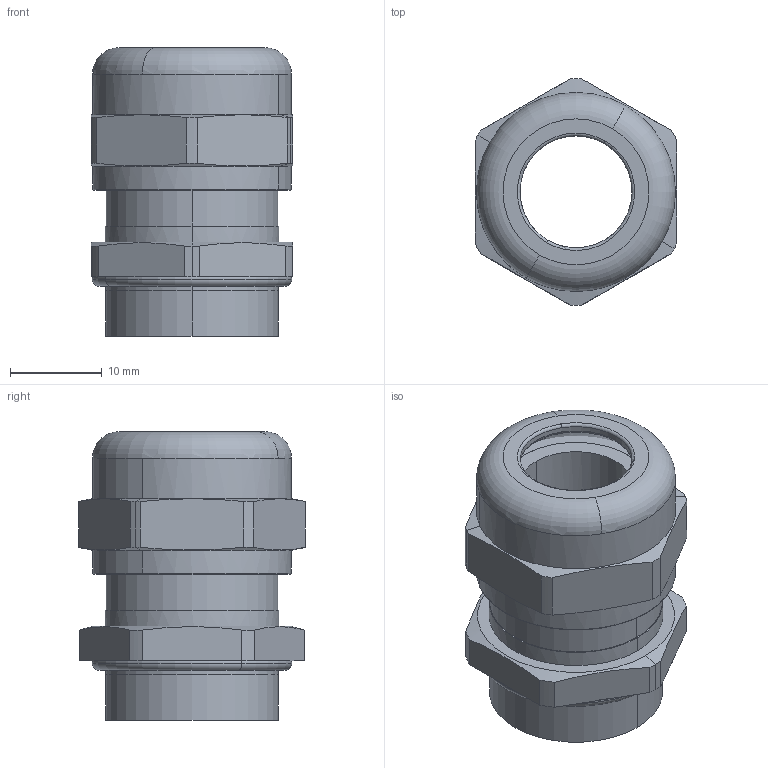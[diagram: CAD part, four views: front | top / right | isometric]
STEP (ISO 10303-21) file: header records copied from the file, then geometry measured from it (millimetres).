
FILE_DESCRIPTION(('CATIA V5R24 STEP','CAx-IF Rec.Pracs.--- Model Styling and Organization---1.2---2011-12-15'),'2;1');
FILE_NAME ('D1452858_0_1569090000_1569090000.stp','2018-03-28T06:07:14+00:00',('none'),('Weidmueller'),'CATIA Version 5-6 Release 2014 SP4 HF52','CATIA V5 STEP AP214','none');
FILE_SCHEMA(('AUTOMOTIVE_DESIGN { 1 0 10303 214 1 1 1 1 }'));
Length unit declared in the file: millimetre
Products named in the file (1): 65288_PG13
Bounding box: 22 x 24.72 x 31.47 mm (x, y, z)
Volume: 4866.9 mm3; surface area: 8095.9 mm2
Topology: 5 solids, 5 shells, 122 faces, 321 edges, 217 vertices
Faces by surface type: cylinder 58, plane 30, torus 20, cone 14
Entity records: 4165 total; most frequent: CARTESIAN_POINT 1219, ORIENTED_EDGE 642, DIRECTION 489, EDGE_CURVE 321, AXIS2_PLACEMENT_3D 283, VERTEX_POINT 217, CIRCLE 169, EDGE_LOOP 140
